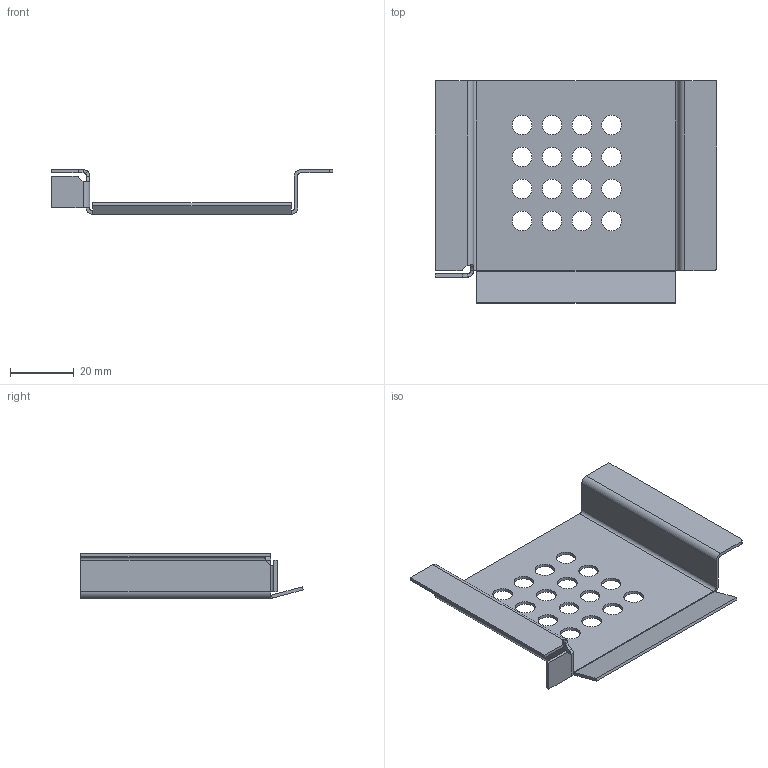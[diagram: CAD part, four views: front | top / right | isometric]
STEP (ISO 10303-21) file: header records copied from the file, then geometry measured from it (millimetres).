
FILE_DESCRIPTION(('FreeCAD Model'),'2;1');
FILE_NAME('Open CASCADE Shape Model','2024-09-26T15:06:01',(''),(''), 'Open CASCADE STEP processor 7.6','FreeCAD','Unknown');
FILE_SCHEMA(('AUTOMOTIVE_DESIGN { 1 0 10303 214 1 1 1 1 }'));
Length unit declared in the file: millimetre
Products named in the file (1): Body
Bounding box: 88.1 x 69.65 x 14 mm (x, y, z)
Volume: 6915.8 mm3; surface area: 14530.9 mm2
Topology: 1 solids, 1 shells, 63 faces, 159 edges, 98 vertices
Faces by surface type: cylinder 32, plane 28, bspline 3
Full cylindrical faces by diameter (mm): 6.135 x16
Entity records: 2810 total; most frequent: CARTESIAN_POINT 1191, DIRECTION 332, ORIENTED_EDGE 318, EDGE_CURVE 159, AXIS2_PLACEMENT_3D 121, VERTEX_POINT 98, FACE_BOUND 95, EDGE_LOOP 95
